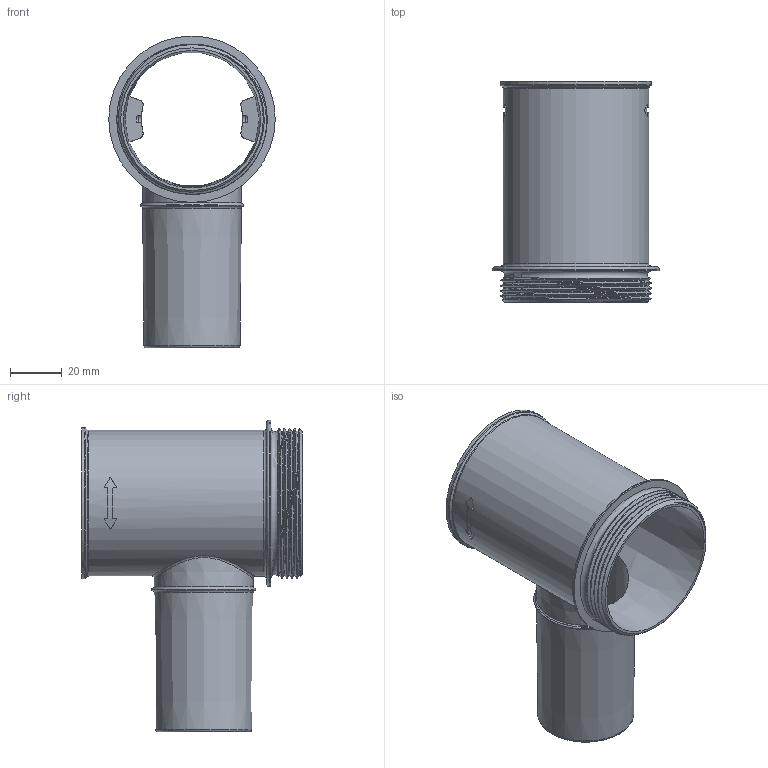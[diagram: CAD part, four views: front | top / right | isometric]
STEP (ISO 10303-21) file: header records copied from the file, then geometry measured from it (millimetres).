
FILE_DESCRIPTION(/* description */ ('','CAx-IF Rec.Pracs.---Representation and Presentation of Product Manufacturing Information (PMI)---4.0---2014-10-13'),/* implementation_level */ '2;1');
FILE_NAME(/* name */ 'T1 v1.step',/* time_stamp */ '2024-12-10T08:39:31-08:00',/* author */ (''),/* organization */ (''),/* preprocessor_version */ 'ST-DEVELOPER v20',/* originating_system */ 'Autodesk Translation Framework v13.20.0.188',/* authorisation */ '');
FILE_SCHEMA (('AP242_MANAGED_MODEL_BASED_3D_ENGINEERING_MIM_LF { 1 0 10303 442 1 1 4 }'));
Length unit declared in the file: millimetre
Products named in the file (1): (Unsaved)
Bounding box: 64 x 85 x 120 mm (x, y, z)
Volume: 42358.4 mm3; surface area: 44920.6 mm2
Topology: 1 solids, 1 shells, 114 faces, 330 edges, 220 vertices
Faces by surface type: cylinder 38, plane 32, cone 21, bspline 13, torus 10
Full cylindrical faces by diameter (mm): 55.524 x3, 56 x1, 57.822 x3, 58 x1, 64 x1
Entity records: 7361 total; most frequent: CARTESIAN_POINT 4483, ORIENTED_EDGE 660, DIRECTION 517, EDGE_CURVE 330, VERTEX_POINT 220, AXIS2_PLACEMENT_3D 206, EDGE_LOOP 120, B_SPLINE_CURVE_WITH_KNOTS 119
